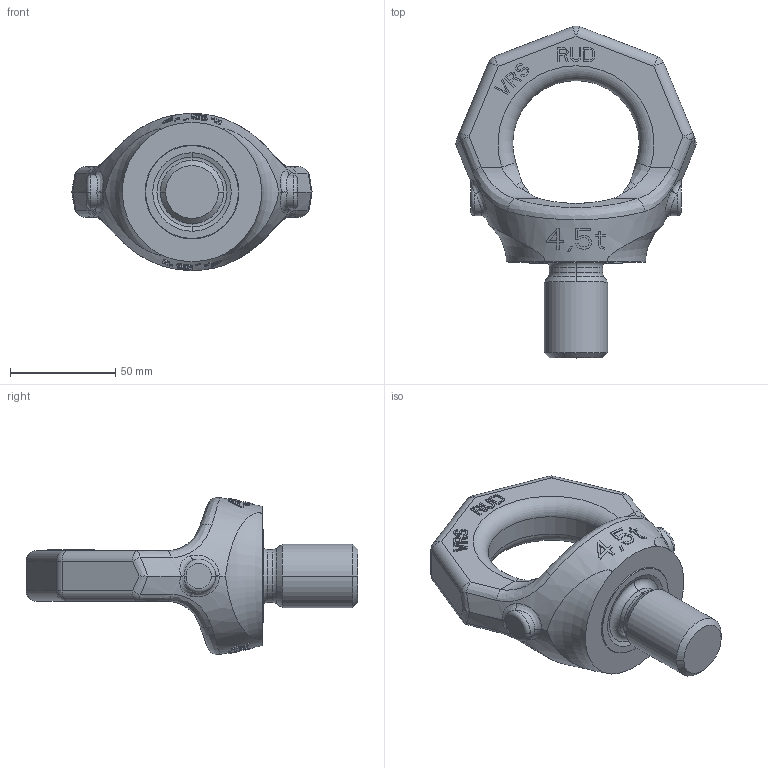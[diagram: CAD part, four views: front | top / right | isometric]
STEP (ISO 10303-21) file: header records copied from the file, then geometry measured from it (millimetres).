
FILE_DESCRIPTION((''),'2;1');
FILE_NAME('001-M35310-P-1_ASM','2016-01-15T',('Andreas.Wendler'),(''),'PRO/ENGINEER BY PARAMETRIC TECHNOLOGY CORPORATION, 2010140','PRO/ENGINEER BY PARAMETRIC TECHNOLOGY CORPORATION, 2010140','');
FILE_SCHEMA(('CONFIG_CONTROL_DESIGN'));
Length unit declared in the file: millimetre
Products named in the file (3): 001-M35310-P-1; 001-M33993-P-1; 001-M35310-P-1_ASM
Assembly tree (2 placements, depth 2):
  001-M35310-P-1_ASM
    001-M35310-P-1
    001-M33993-P-1
Bounding box: 113.88 x 157.38 x 74.52 mm (x, y, z)
Volume: 242986.8 mm3; surface area: 45559.9 mm2
Topology: 2 solids, 2 shells, 587 faces, 1601 edges, 1040 vertices
Faces by surface type: plane 467, bspline 48, cylinder 34, torus 14, sphere 14, cone 10
Entity records: 22054 total; most frequent: CARTESIAN_POINT 8030, ORIENTED_EDGE 3202, DIRECTION 2401, EDGE_CURVE 1601, VECTOR 1069, LINE 1069, VERTEX_POINT 1040, AXIS2_PLACEMENT_3D 666
